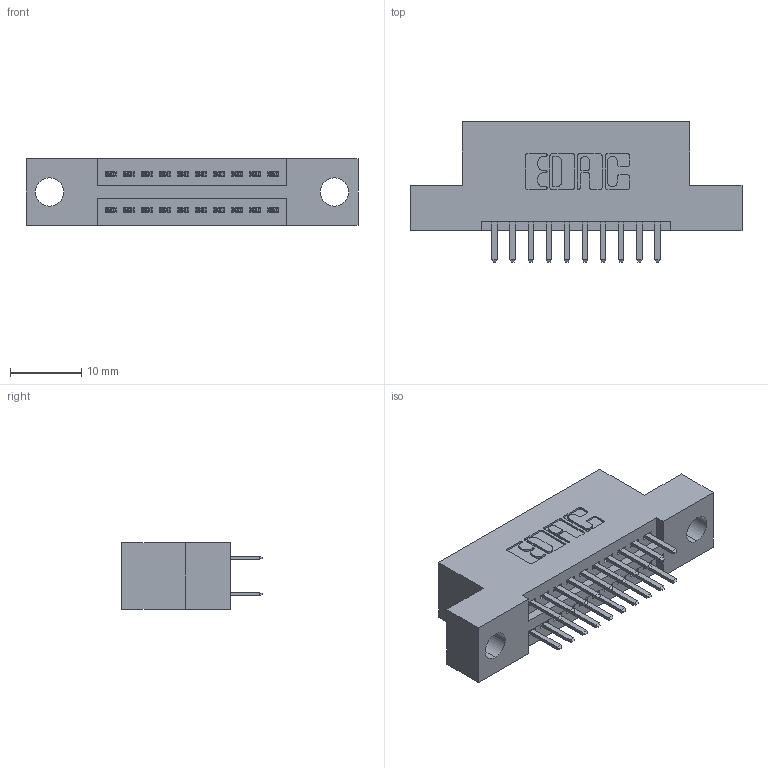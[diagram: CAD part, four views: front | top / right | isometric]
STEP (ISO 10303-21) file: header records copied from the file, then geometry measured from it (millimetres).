
FILE_DESCRIPTION (( 'STEP AP203' ), '1' );
FILE_NAME ('345-020-520-204.STEP', '2018-08-20T02:49:42', ( '' ), ( '' ), 'SwSTEP 2.0', 'SolidWorks 2016', '' );
FILE_SCHEMA (( 'CONFIG_CONTROL_DESIGN' ));
Length unit declared in the file: inch
Products named in the file (3): 345-292-001_345-293-120; 345-020-520-204; 345 Part_Flush Mounting Lugs - 0.156 Dia-TH
Assembly tree (21 placements, depth 2):
  345-020-520-204
    345 Part_Flush Mounting Lugs - 0.156 Dia-TH
    345-292-001_345-293-120  x20
Bounding box: 46.61 x 19.68 x 9.4 mm (x, y, z)
Volume: 4134 mm3; surface area: 5287.4 mm2
Topology: 21 solids, 21 shells, 1206 faces, 3481 edges, 2266 vertices
Faces by surface type: plane 780, cylinder 426
Entity records: 12271 total; most frequent: CARTESIAN_POINT 2100, ORIENTED_EDGE 2022, DIRECTION 1879, EDGE_CURVE 1011, LINE 835, VECTOR 835, VERTEX_POINT 670, AXIS2_PLACEMENT_3D 522
